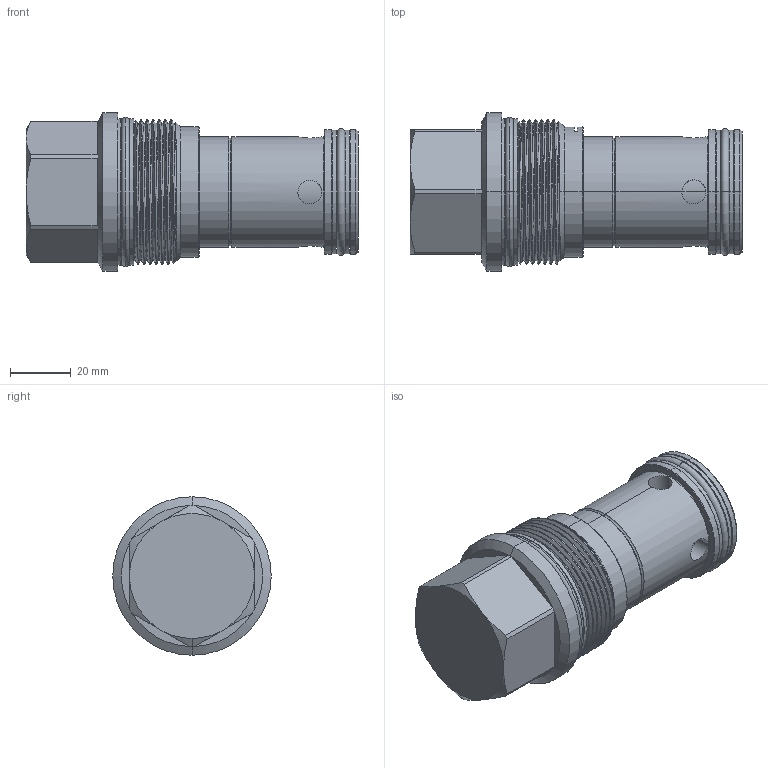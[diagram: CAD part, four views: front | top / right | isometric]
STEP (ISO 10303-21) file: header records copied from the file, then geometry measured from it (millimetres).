
FILE_DESCRIPTION (( 'STEP AP203' ), '1' );
FILE_NAME ('FR18A2F-N.STEP', '2020-03-19T08:44:24', ( '' ), ( '' ), 'SwSTEP 2.0', 'SolidWorks 2018', '' );
FILE_SCHEMA (( 'CONFIG_CONTROL_DESIGN' ));
Length unit declared in the file: millimetre
Products named in the file (1): FR18A2F-N
Bounding box: 109.68 x 52.37 x 52.37 mm (x, y, z)
Volume: 147476.8 mm3; surface area: 26209 mm2
Topology: 3 solids, 3 shells, 155 faces, 361 edges, 225 vertices
Faces by surface type: cylinder 74, plane 32, cone 30, torus 16, bspline 3
Entity records: 6617 total; most frequent: CARTESIAN_POINT 3086, DIRECTION 735, ORIENTED_EDGE 718, EDGE_CURVE 359, AXIS2_PLACEMENT_3D 311, VERTEX_POINT 225, EDGE_LOOP 174, CIRCLE 158
